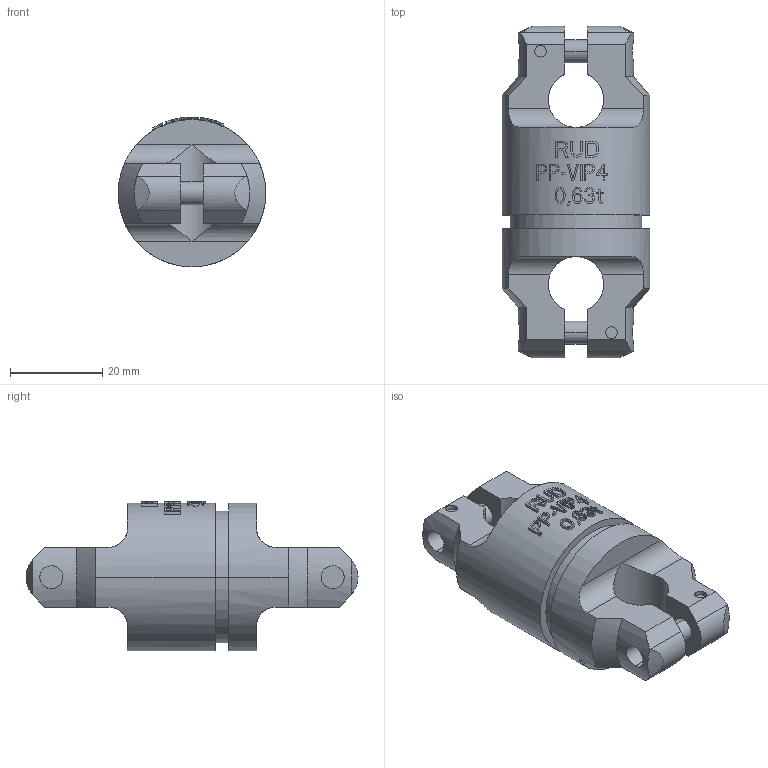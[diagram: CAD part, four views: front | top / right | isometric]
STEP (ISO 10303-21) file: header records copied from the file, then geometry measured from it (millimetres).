
FILE_DESCRIPTION((''),'2;1');
FILE_NAME('001-M33788-P-3_ASM','2013-06-05T',('Roland.Jakubetz'),(''),'PRO/ENGINEER BY PARAMETRIC TECHNOLOGY CORPORATION, 2010140','PRO/ENGINEER BY PARAMETRIC TECHNOLOGY CORPORATION, 2010140','');
FILE_SCHEMA(('CONFIG_CONTROL_DESIGN'));
Length unit declared in the file: millimetre
Products named in the file (3): 001-M33788-P-1; 001-M33788-P-2; 001-M33788-P-3_ASM
Assembly tree (2 placements, depth 2):
  001-M33788-P-3_ASM
    001-M33788-P-1
    001-M33788-P-2
Bounding box: 32 x 72 x 32.5 mm (x, y, z)
Volume: 32448.3 mm3; surface area: 9966.8 mm2
Topology: 2 solids, 2 shells, 473 faces, 1307 edges, 870 vertices
Faces by surface type: plane 398, cylinder 67, cone 8
Entity records: 15307 total; most frequent: CARTESIAN_POINT 3981, ORIENTED_EDGE 2614, DIRECTION 1931, EDGE_CURVE 1307, VERTEX_POINT 870, AXIS2_PLACEMENT_3D 678, VECTOR 575, LINE 575
